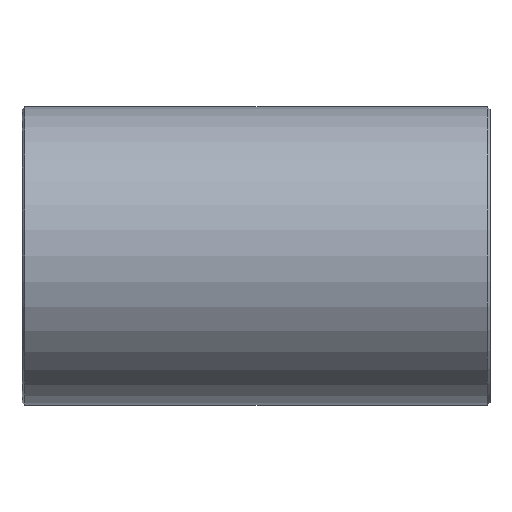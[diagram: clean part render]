
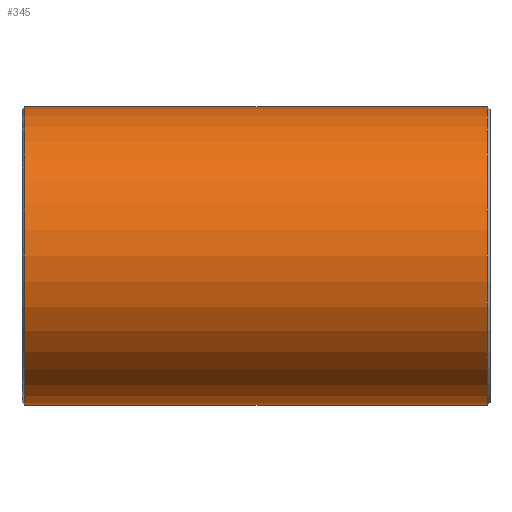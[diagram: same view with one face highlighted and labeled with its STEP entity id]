
A CAD part, front view. The second image highlights one B-rep face of the part: STEP entity #345.
In plain terms, the highlighted cylindrical face has radius 161.925 mm (diameter 323.85 mm), a partial arc.
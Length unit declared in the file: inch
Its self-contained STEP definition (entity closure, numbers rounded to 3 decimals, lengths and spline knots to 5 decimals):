
#4 = CARTESIAN_POINT ( 'NONE',  ( 9.89, 0., 0. ) ) ;
#17 = ORIENTED_EDGE ( 'NONE', *, *, #483, .T. ) ;
#19 = CARTESIAN_POINT ( 'NONE',  ( -9.89, 0., 0. ) ) ;
#22 = DIRECTION ( 'NONE',  ( 0., 0., 1. ) ) ;
#30 = CYLINDRICAL_SURFACE ( 'NONE', #567, 6.375 ) ;
#36 = LINE ( 'NONE', #805, #211 ) ;
#50 = CARTESIAN_POINT ( 'NONE',  ( 9.89, 0., 6.375 ) ) ;
#81 = FACE_OUTER_BOUND ( 'NONE', #450, .T. ) ;
#92 = CIRCLE ( 'NONE', #553, 6.375 ) ;
#110 = DIRECTION ( 'NONE',  ( 1., 0., 0. ) ) ;
#199 = CIRCLE ( 'NONE', #408, 6.375 ) ;
#211 = VECTOR ( 'NONE', #228, 39.37008 ) ;
#228 = DIRECTION ( 'NONE',  ( -1., 0., 0. ) ) ;
#252 = VECTOR ( 'NONE', #261, 39.37008 ) ;
#261 = DIRECTION ( 'NONE',  ( -1., 0., 0. ) ) ;
#263 = EDGE_CURVE ( 'NONE', #773, #696, #36, .T. ) ;
#289 = EDGE_CURVE ( 'NONE', #322, #386, #309, .T. ) ;
#305 = CARTESIAN_POINT ( 'NONE',  ( -9.89, 0., 6.375 ) ) ;
#307 = DIRECTION ( 'NONE',  ( 0., 0., -1. ) ) ;
#309 = LINE ( 'NONE', #559, #252 ) ;
#322 = VERTEX_POINT ( 'NONE', #392 ) ;
#326 = ORIENTED_EDGE ( 'NONE', *, *, #457, .T. ) ;
#329 = ORIENTED_EDGE ( 'NONE', *, *, #289, .F. ) ;
#345 = ADVANCED_FACE ( 'NONE', ( #81 ), #30, .T. ) ;
#383 = ORIENTED_EDGE ( 'NONE', *, *, #263, .T. ) ;
#386 = VERTEX_POINT ( 'NONE', #401 ) ;
#392 = CARTESIAN_POINT ( 'NONE',  ( 9.89, 0., -6.375 ) ) ;
#401 = CARTESIAN_POINT ( 'NONE',  ( -9.89, 0., -6.375 ) ) ;
#408 = AXIS2_PLACEMENT_3D ( 'NONE', #4, #830, #307 ) ;
#450 = EDGE_LOOP ( 'NONE', ( #329, #17, #383, #326 ) ) ;
#457 = EDGE_CURVE ( 'NONE', #696, #386, #92, .T. ) ;
#483 = EDGE_CURVE ( 'NONE', #322, #773, #199, .T. ) ;
#529 = DIRECTION ( 'NONE',  ( -1., 0., 0. ) ) ;
#553 = AXIS2_PLACEMENT_3D ( 'NONE', #19, #110, #678 ) ;
#559 = CARTESIAN_POINT ( 'NONE',  ( 10., 0., -6.375 ) ) ;
#567 = AXIS2_PLACEMENT_3D ( 'NONE', #586, #529, #22 ) ;
#586 = CARTESIAN_POINT ( 'NONE',  ( 10., 0., 0. ) ) ;
#678 = DIRECTION ( 'NONE',  ( 0., 0., 1. ) ) ;
#696 = VERTEX_POINT ( 'NONE', #305 ) ;
#773 = VERTEX_POINT ( 'NONE', #50 ) ;
#805 = CARTESIAN_POINT ( 'NONE',  ( 10., 0., 6.375 ) ) ;
#830 = DIRECTION ( 'NONE',  ( -1., 0., 0. ) ) ;
